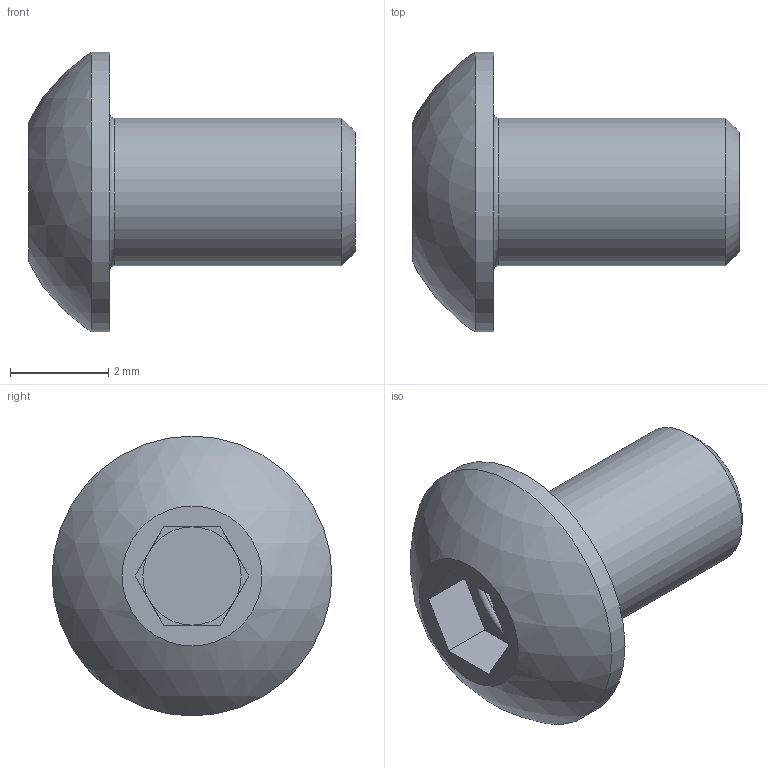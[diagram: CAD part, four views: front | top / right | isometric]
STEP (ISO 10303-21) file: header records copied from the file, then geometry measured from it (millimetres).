
FILE_DESCRIPTION(/* description */ (''),/* implementation_level */ '2;1');
FILE_NAME(/* name */ 'socket button head cap screwamB18.3.4M 3 x 0.5 x 5 SBHCS N.stp',/* time_stamp */ '2024-05-05T11:31:42+02:00',/* author */ (''),/* organization */ (''),/* preprocessor_version */ 'ST-DEVELOPER v20',/* originating_system */ 'Autodesk Translation Framework v12.20.1.177',/* authorisation */ '');
FILE_SCHEMA (('AUTOMOTIVE_DESIGN { 1 0 10303 214 3 1 1 }'));
Length unit declared in the file: millimetre
Products named in the file (1): socket button head cap screw_am_B18.3.4M - 3 x 0.5 x 5 SBHCS --N
Bounding box: 6.65 x 5.7 x 5.7 mm (x, y, z)
Volume: 61.8 mm3; surface area: 118.2 mm2
Topology: 1 solids, 1 shells, 21 faces, 43 edges, 26 vertices
Faces by surface type: plane 15, cone 2, cylinder 2, torus 1, sphere 1
Full cylindrical faces by diameter (mm): 3 x1, 5.7 x1
Entity records: 575 total; most frequent: DIRECTION 100, CARTESIAN_POINT 90, ORIENTED_EDGE 84, EDGE_CURVE 42, AXIS2_PLACEMENT_3D 36, LINE 28, VECTOR 28, VERTEX_POINT 26
